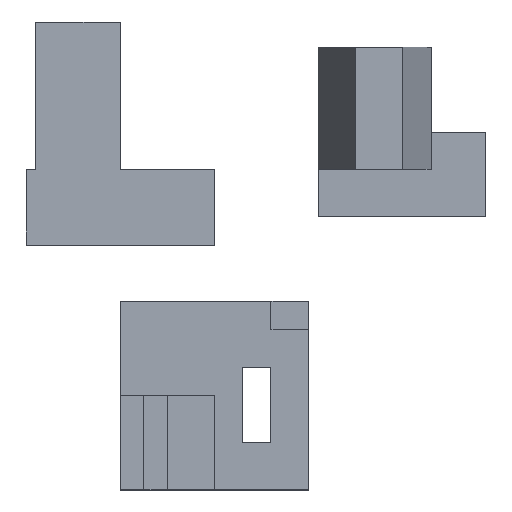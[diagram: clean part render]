
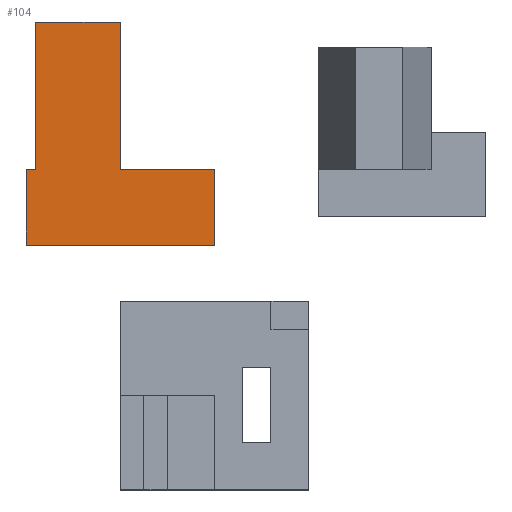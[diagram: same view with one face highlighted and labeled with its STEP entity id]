
A CAD part, top view. The second image highlights one B-rep face of the part: STEP entity #104.
In plain terms, the highlighted planar face has unit normal (0, 0, 1).
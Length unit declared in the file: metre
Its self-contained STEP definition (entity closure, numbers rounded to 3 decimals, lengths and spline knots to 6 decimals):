
#104=ADVANCED_FACE('0:19376',(#190),#191,.F.);
#190=FACE_OUTER_BOUND('',#293,.T.);
#191=PLANE('',#294);
#293=EDGE_LOOP('',(#598,#599,#600,#601,#602,#603,#604,#605));
#294=AXIS2_PLACEMENT_3D('',#606,#607,#608);
#598=ORIENTED_EDGE('',*,*,#833,.F.);
#599=ORIENTED_EDGE('',*,*,#834,.F.);
#600=ORIENTED_EDGE('',*,*,#835,.F.);
#601=ORIENTED_EDGE('',*,*,#836,.F.);
#602=ORIENTED_EDGE('',*,*,#831,.F.);
#603=ORIENTED_EDGE('',*,*,#818,.T.);
#604=ORIENTED_EDGE('',*,*,#837,.F.);
#605=ORIENTED_EDGE('',*,*,#824,.T.);
#606=CARTESIAN_POINT('',(0.0,0.0,0.00818));
#607=DIRECTION('',(-0.0,0.0,-1.0));
#608=DIRECTION('',(-1.0,-0.0,0.0));
#818=EDGE_CURVE('0:22919',#1003,#1000,#1004,.F.);
#824=EDGE_CURVE('0:22916',#1009,#1013,#1015,.F.);
#831=EDGE_CURVE('0:21388',#1003,#1026,#1027,.T.);
#833=EDGE_CURVE('0:21382',#1029,#1013,#1030,.T.);
#834=EDGE_CURVE('0:19412',#1031,#1029,#1032,.T.);
#835=EDGE_CURVE('0:19403',#1033,#1031,#1034,.T.);
#836=EDGE_CURVE('0:19394',#1026,#1033,#1035,.T.);
#837=EDGE_CURVE('0:21385',#1009,#1000,#1036,.F.);
#1000=VERTEX_POINT('',#1294);
#1003=VERTEX_POINT('',#1298);
#1004=LINE('',#1299,#1300);
#1009=VERTEX_POINT('',#1307);
#1013=VERTEX_POINT('',#1313);
#1015=LINE('',#1316,#1317);
#1026=VERTEX_POINT('',#1334);
#1027=LINE('',#1335,#1336);
#1029=VERTEX_POINT('',#1339);
#1030=LINE('',#1340,#1341);
#1031=VERTEX_POINT('',#1342);
#1032=LINE('',#1343,#1344);
#1033=VERTEX_POINT('',#1345);
#1034=LINE('',#1346,#1347);
#1035=LINE('',#1348,#1349);
#1036=LINE('',#1350,#1351);
#1294=CARTESIAN_POINT('',(-0.01,0.03969,0.00818));
#1298=CARTESIAN_POINT('',(-0.01,0.024,0.00818));
#1299=CARTESIAN_POINT('',(-0.01,0.012,0.00818));
#1300=VECTOR('',#1511,1.0);
#1307=CARTESIAN_POINT('',(-0.019,0.03969,0.00818));
#1313=CARTESIAN_POINT('',(-0.019,0.024,0.00818));
#1316=CARTESIAN_POINT('',(-0.019,0.012,0.00818));
#1317=VECTOR('',#1517,1.0);
#1334=CARTESIAN_POINT('',(0.0,0.024,0.00818));
#1335=CARTESIAN_POINT('',(-0.02,0.024,0.00818));
#1336=VECTOR('',#1524,1.0);
#1339=CARTESIAN_POINT('',(-0.02,0.024,0.00818));
#1340=CARTESIAN_POINT('',(-0.02,0.024,0.00818));
#1341=VECTOR('',#1526,1.0);
#1342=CARTESIAN_POINT('',(-0.02,0.016,0.00818));
#1343=CARTESIAN_POINT('',(-0.02,0.016,0.00818));
#1344=VECTOR('',#1527,1.0);
#1345=CARTESIAN_POINT('',(0.0,0.016,0.00818));
#1346=CARTESIAN_POINT('',(0.0,0.016,0.00818));
#1347=VECTOR('',#1528,1.0);
#1348=CARTESIAN_POINT('',(0.0,0.024,0.00818));
#1349=VECTOR('',#1529,1.0);
#1350=CARTESIAN_POINT('',(-0.005,0.03969,0.00818));
#1351=VECTOR('',#1530,1.0);
#1511=DIRECTION('',(0.0,-1.0,0.0));
#1517=DIRECTION('',(0.0,1.0,0.0));
#1524=DIRECTION('',(1.0,0.0,0.0));
#1526=DIRECTION('',(1.0,0.0,0.0));
#1527=DIRECTION('',(0.0,1.0,0.0));
#1528=DIRECTION('',(-1.0,0.0,0.0));
#1529=DIRECTION('',(0.0,-1.0,0.0));
#1530=DIRECTION('',(-1.0,0.0,-0.0));
